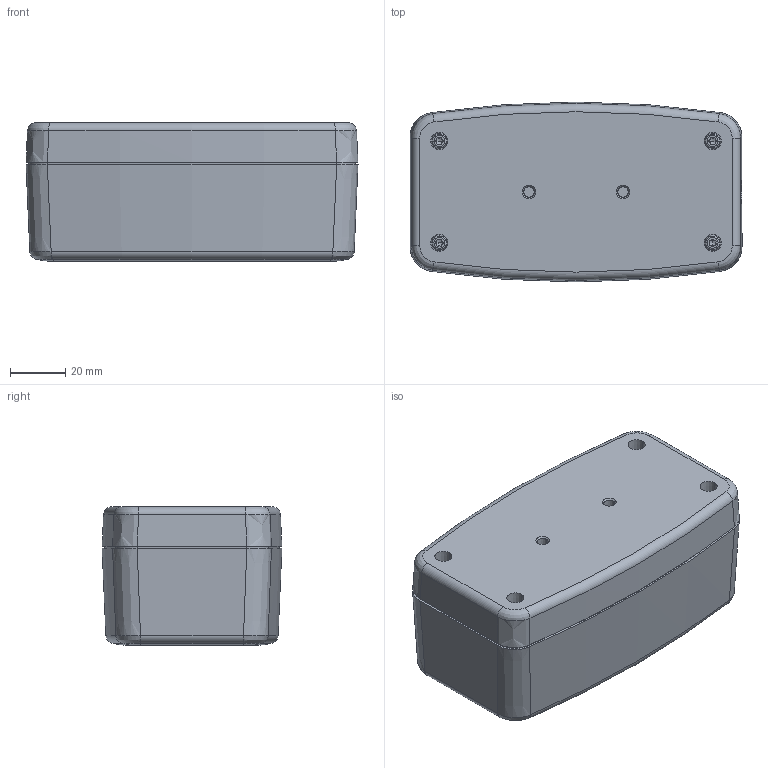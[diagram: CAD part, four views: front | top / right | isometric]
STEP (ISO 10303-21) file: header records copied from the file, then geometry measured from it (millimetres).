
FILE_DESCRIPTION (( 'STEP AP203' ), '1' );
FILE_NAME ('447-820-30.STEP', '2022-06-30T13:55:06', ( '' ), ( '' ), 'SwSTEP 2.0', 'SolidWorks 2018', '' );
FILE_SCHEMA (( 'CONFIG_CONTROL_DESIGN' ));
Length unit declared in the file: millimetre
Products named in the file (5): 447-820-30; 044780002_044780021; 044782001; 044780003; 063057404
Assembly tree (7 placements, depth 2):
  447-820-30
    044780002_044780021
    044782001
    044780003
    063057404  x4
Bounding box: 120 x 65 x 50 mm (x, y, z)
Volume: 95198.9 mm3; surface area: 75860.8 mm2
Topology: 7 solids, 7 shells, 1137 faces, 2887 edges, 1833 vertices
Faces by surface type: plane 342, bspline 310, cylinder 228, cone 145, torus 110, sphere 2
Entity records: 36075 total; most frequent: CARTESIAN_POINT 14656, ORIENTED_EDGE 4510, DIRECTION 4127, EDGE_CURVE 2255, AXIS2_PLACEMENT_3D 1600, VERTEX_POINT 1425, EDGE_LOOP 1000, VECTOR 927
